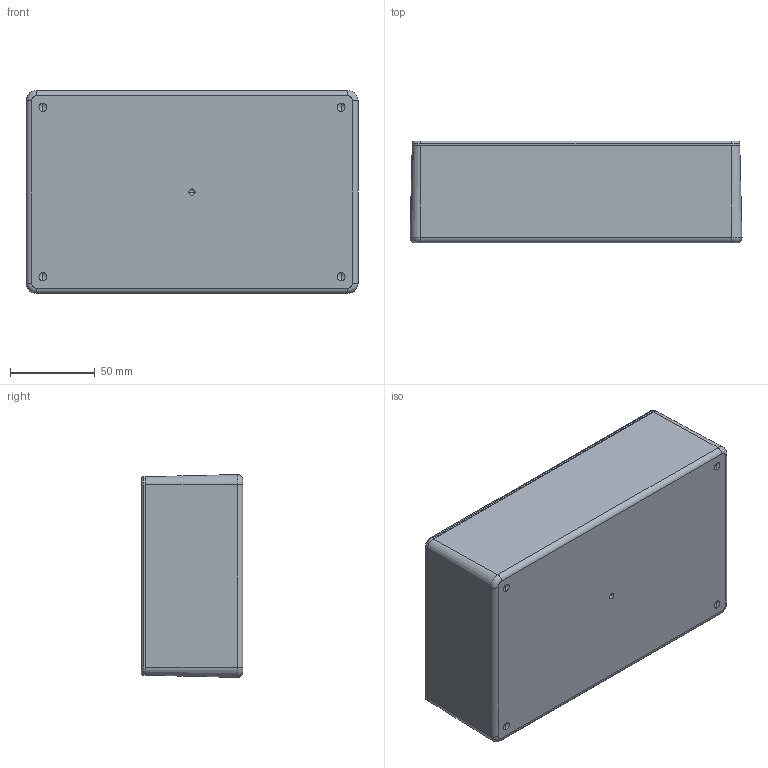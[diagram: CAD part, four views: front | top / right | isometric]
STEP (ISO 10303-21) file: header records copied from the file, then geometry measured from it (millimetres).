
FILE_DESCRIPTION (( 'STEP AP214' ), '1' );
FILE_NAME ('DC-47PMBYR_ASS''Y.STEP', '2010-08-23T12:14:42', ( '' ), ( '' ), 'SwSTEP 2.0', 'SolidWorks 2010', '' );
FILE_SCHEMA (( 'AUTOMOTIVE_DESIGN' ));
Length unit declared in the file: inch
Products named in the file (4): DC-47C_DC-47C-R; DC-47B_DC-47BPMBY; SCREWS-DC-BR; DC-47PMBYR_ASS''Y
Assembly tree (6 placements, depth 2):
  DC-47PMBYR_ASS''Y
    SCREWS-DC-BR  x4
    DC-47C_DC-47C-R
    DC-47B_DC-47BPMBY
Bounding box: 196.33 x 60.07 x 120 mm (x, y, z)
Volume: 250692 mm3; surface area: 170150.3 mm2
Topology: 10 solids, 10 shells, 421 faces, 982 edges, 630 vertices
Faces by surface type: plane 157, cylinder 148, cone 80, torus 16, sphere 12, bspline 8
Entity records: 10871 total; most frequent: CARTESIAN_POINT 1922, DIRECTION 1780, ORIENTED_EDGE 1532, EDGE_CURVE 766, AXIS2_PLACEMENT_3D 726, VERTEX_POINT 492, EDGE_LOOP 402, CIRCLE 382
